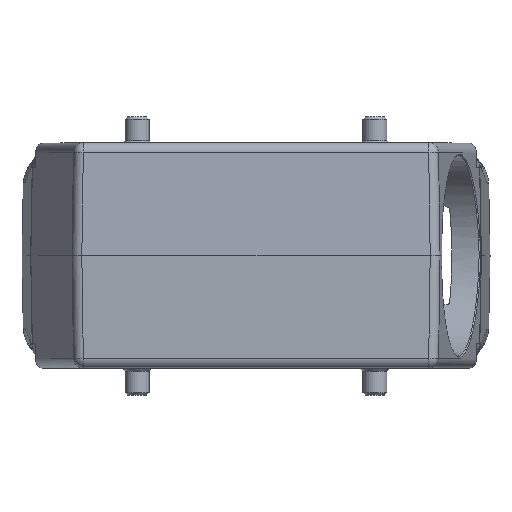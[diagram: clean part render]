
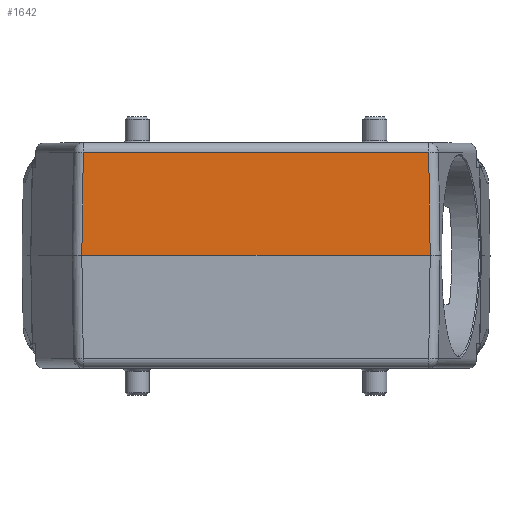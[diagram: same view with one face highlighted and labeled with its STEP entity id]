
A CAD part, top view. The second image highlights one B-rep face of the part: STEP entity #1642.
In plain terms, the highlighted planar face has unit normal (0, 0.018, 1).
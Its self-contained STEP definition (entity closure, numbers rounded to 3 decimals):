
#1179=FACE_OUTER_BOUND('',#3724,.T.);
#1642=ADVANCED_FACE('',(#1179),#2125,.T.);
#2125=PLANE('',#9221);
#2676=LINE('',#13560,#3203);
#2677=LINE('',#13563,#3204);
#2678=LINE('',#13565,#3205);
#2679=LINE('',#13567,#3206);
#3203=VECTOR('',#10461,1.);
#3204=VECTOR('',#10462,1.);
#3205=VECTOR('',#10463,1.);
#3206=VECTOR('',#10464,1.);
#3724=EDGE_LOOP('',(#4661,#4662,#4663,#4664));
#4661=ORIENTED_EDGE('',*,*,#7687,.T.);
#4662=ORIENTED_EDGE('',*,*,#7688,.T.);
#4663=ORIENTED_EDGE('',*,*,#7689,.F.);
#4664=ORIENTED_EDGE('',*,*,#7690,.T.);
#6909=VERTEX_POINT('',#13561);
#6910=VERTEX_POINT('',#13562);
#6911=VERTEX_POINT('',#13564);
#6912=VERTEX_POINT('',#13566);
#7687=EDGE_CURVE('',#6909,#6910,#2676,.T.);
#7688=EDGE_CURVE('',#6910,#6911,#2677,.T.);
#7689=EDGE_CURVE('',#6912,#6911,#2678,.T.);
#7690=EDGE_CURVE('',#6912,#6909,#2679,.T.);
#9221=AXIS2_PLACEMENT_3D('',#13568,#10465,#10466);
#10461=DIRECTION('',(-1.,0.,0.));
#10462=DIRECTION('',(-0.014,-1.,0.017));
#10463=DIRECTION('',(-1.,0.,0.));
#10464=DIRECTION('',(-0.014,1.,-0.017));
#10465=DIRECTION('',(0.,0.017,1.));
#10466=DIRECTION('',(0.,-1.,0.017));
#13560=CARTESIAN_POINT('',(-36.124,20.535,66.492));
#13561=CARTESIAN_POINT('',(34.503,20.535,66.492));
#13562=CARTESIAN_POINT('',(-34.503,20.535,66.492));
#13563=CARTESIAN_POINT('',(-34.799,-0.024,66.85));
#13564=CARTESIAN_POINT('',(-34.799,0.,66.85));
#13565=CARTESIAN_POINT('',(-36.447,0.,66.85));
#13566=CARTESIAN_POINT('',(34.799,0.,66.85));
#13567=CARTESIAN_POINT('',(34.784,1.025,66.832));
#13568=CARTESIAN_POINT('',(-36.447,0.,66.85));
